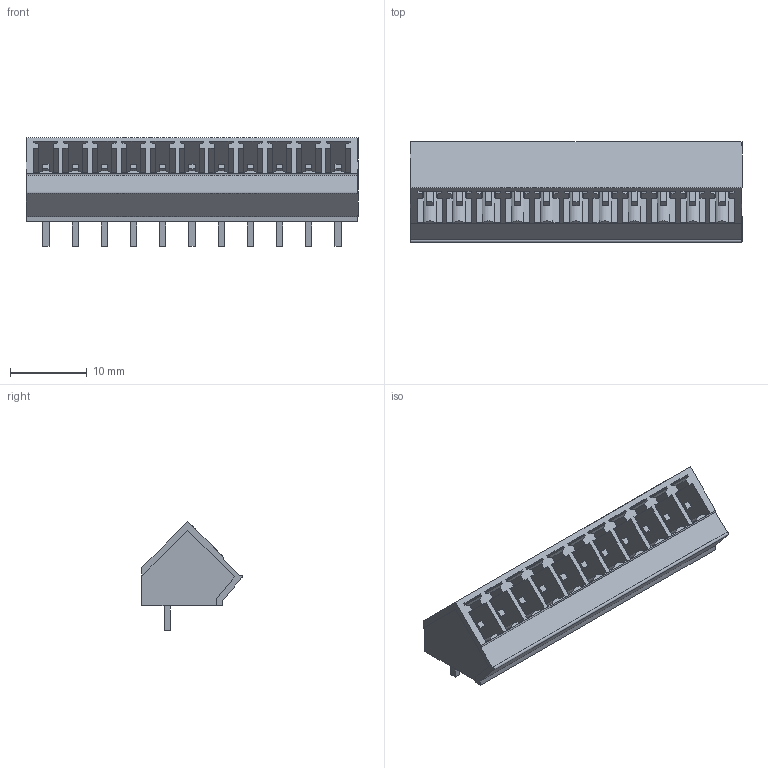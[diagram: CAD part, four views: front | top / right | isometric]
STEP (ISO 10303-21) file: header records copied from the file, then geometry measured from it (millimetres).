
FILE_DESCRIPTION(('CATIA V5 STEP Exchange','CAx-IF Rec.Pracs.--- Model Styling and Organization---1.2---2011-12-15'),'2;1');
FILE_NAME ('D1460987_0_1977720000_1977720000.stp','2018-04-23T09:46:27+00:00',('none'),('Weidmueller'),'CATIA Version 5-6 Release 2014','CATIA V5 STEP AP214','none');
FILE_SCHEMA(('AUTOMOTIVE_DESIGN { 1 0 10303 214 1 1 1 1 }'));
Length unit declared in the file: millimetre
Products named in the file (1): 1977720000
Bounding box: 43.3 x 13.1 x 14.2 mm (x, y, z)
Volume: 1984.4 mm3; surface area: 5019.4 mm2
Topology: 12 solids, 12 shells, 487 faces, 1376 edges, 924 vertices
Faces by surface type: plane 452, cylinder 35
Entity records: 15167 total; most frequent: ORIENTED_EDGE 2752, CARTESIAN_POINT 2714, DIRECTION 2015, EDGE_CURVE 1376, VECTOR 1306, LINE 1306, VERTEX_POINT 924, EDGE_LOOP 520
